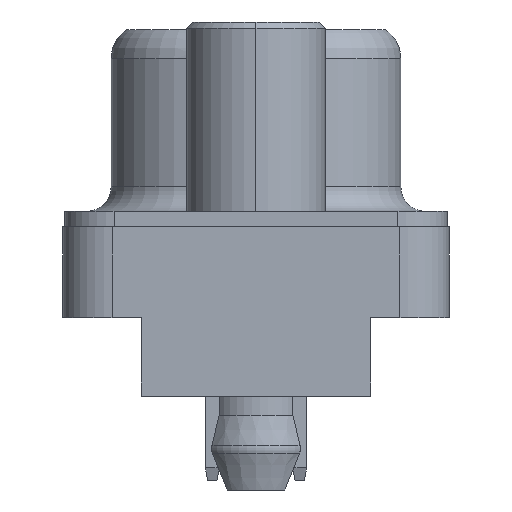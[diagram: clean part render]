
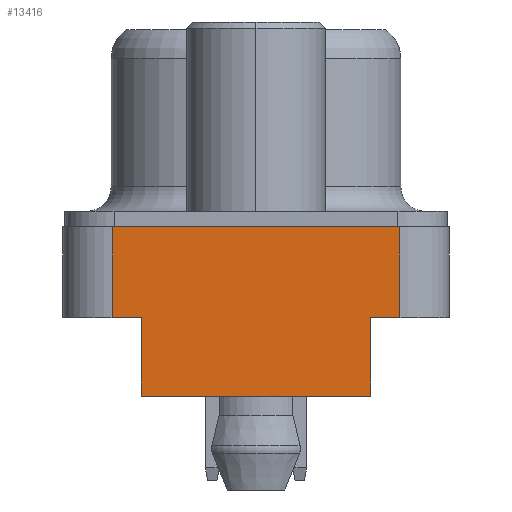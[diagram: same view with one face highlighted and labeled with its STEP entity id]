
A CAD part, left-side view. The second image highlights one B-rep face of the part: STEP entity #13416.
In plain terms, the highlighted planar face has unit normal (-1, 0, 0).
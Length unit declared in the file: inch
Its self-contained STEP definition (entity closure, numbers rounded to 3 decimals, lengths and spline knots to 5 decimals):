
#679=DIRECTION('',(0.,1.,0.));
#680=VECTOR('',#679,0.36811);
#681=CARTESIAN_POINT('',(-0.61024,-0.18406,
-0.01969));
#682=LINE('1087',#681,#680);
#782=DIRECTION('',(0.,1.,0.));
#783=VECTOR('',#782,0.29331);
#784=CARTESIAN_POINT('',(-0.61024,-0.14665,
-0.23622));
#785=LINE('1117',#784,#783);
#786=DIRECTION('',(0.,0.,1.));
#787=VECTOR('',#786,0.10039);
#788=CARTESIAN_POINT('',(-0.61024,0.14665,
-0.23622));
#789=LINE('1091',#788,#787);
#790=DIRECTION('',(0.,1.,0.));
#791=VECTOR('',#790,0.0374);
#792=CARTESIAN_POINT('',(-0.61024,0.14665,
-0.13583));
#793=LINE('1107',#792,#791);
#794=DIRECTION('',(0.,0.,-1.));
#795=VECTOR('',#794,0.11614);
#796=CARTESIAN_POINT('',(-0.61024,-0.18406,
-0.01969));
#797=LINE('1098',#796,#795);
#798=DIRECTION('',(0.,1.,0.));
#799=VECTOR('',#798,0.0374);
#800=CARTESIAN_POINT('',(-0.61024,-0.18406,
-0.13583));
#801=LINE('1106',#800,#799);
#802=DIRECTION('',(0.,0.,1.));
#803=VECTOR('',#802,0.10039);
#804=CARTESIAN_POINT('',(-0.61024,-0.14665,
-0.23622));
#805=LINE('1092',#804,#803);
#836=DIRECTION('',(0.,0.,-1.));
#837=VECTOR('',#836,0.11614);
#838=CARTESIAN_POINT('',(-0.61024,0.18406,
-0.01969));
#839=LINE('1099',#838,#837);
#10429=CARTESIAN_POINT('',(-0.61024,-0.18406,
-0.01969));
#10431=VERTEX_POINT('',#10429);
#10432=CARTESIAN_POINT('',(-0.61024,0.18406,
-0.01969));
#10433=VERTEX_POINT('',#10432);
#10444=CARTESIAN_POINT('',(-0.61024,0.14665,
-0.23622));
#10445=CARTESIAN_POINT('',(-0.61024,0.14665,
-0.13583));
#10446=VERTEX_POINT('',#10444);
#10447=VERTEX_POINT('',#10445);
#10448=CARTESIAN_POINT('',(-0.61024,-0.14665,
-0.23622));
#10449=CARTESIAN_POINT('',(-0.61024,-0.14665,
-0.13583));
#10450=VERTEX_POINT('',#10448);
#10451=VERTEX_POINT('',#10449);
#10462=CARTESIAN_POINT('',(-0.61024,-0.18406,
-0.13583));
#10463=VERTEX_POINT('',#10462);
#10464=CARTESIAN_POINT('',(-0.61024,0.18406,
-0.13583));
#10465=VERTEX_POINT('',#10464);
#13395=CARTESIAN_POINT('',(-0.61024,-0.18406,
-0.01969));
#13396=DIRECTION('',(-1.,0.,0.));
#13397=DIRECTION('',(0.,1.,0.));
#13398=AXIS2_PLACEMENT_3D('',#13395,#13396,#13397);
#13399=PLANE('199',#13398);
#13400=ORIENTED_EDGE('1117',*,*,#13351,.T.);
#13402=ORIENTED_EDGE('1091',*,*,#13401,.T.);
#13404=ORIENTED_EDGE('1107',*,*,#13403,.T.);
#13406=ORIENTED_EDGE('1099',*,*,#13405,.F.);
#13407=ORIENTED_EDGE('1087',*,*,#13199,.F.);
#13409=ORIENTED_EDGE('1098',*,*,#13408,.T.);
#13411=ORIENTED_EDGE('1106',*,*,#13410,.T.);
#13413=ORIENTED_EDGE('1092',*,*,#13412,.F.);
#13414=EDGE_LOOP('199',(#13400,#13402,#13404,#13406,#13407,#13409,#13411,
#13413));
#13415=FACE_OUTER_BOUND('199',#13414,.F.);
#13416=ADVANCED_FACE('199',(#13415),#13399,.T.);
#13199=EDGE_CURVE('1087',#10431,#10433,#682,.T.);
#13351=EDGE_CURVE('1117',#10450,#10446,#785,.T.);
#13401=EDGE_CURVE('1091',#10446,#10447,#789,.T.);
#13403=EDGE_CURVE('1107',#10447,#10465,#793,.T.);
#13405=EDGE_CURVE('1099',#10433,#10465,#839,.T.);
#13408=EDGE_CURVE('1098',#10431,#10463,#797,.T.);
#13410=EDGE_CURVE('1106',#10463,#10451,#801,.T.);
#13412=EDGE_CURVE('1092',#10450,#10451,#805,.T.);
